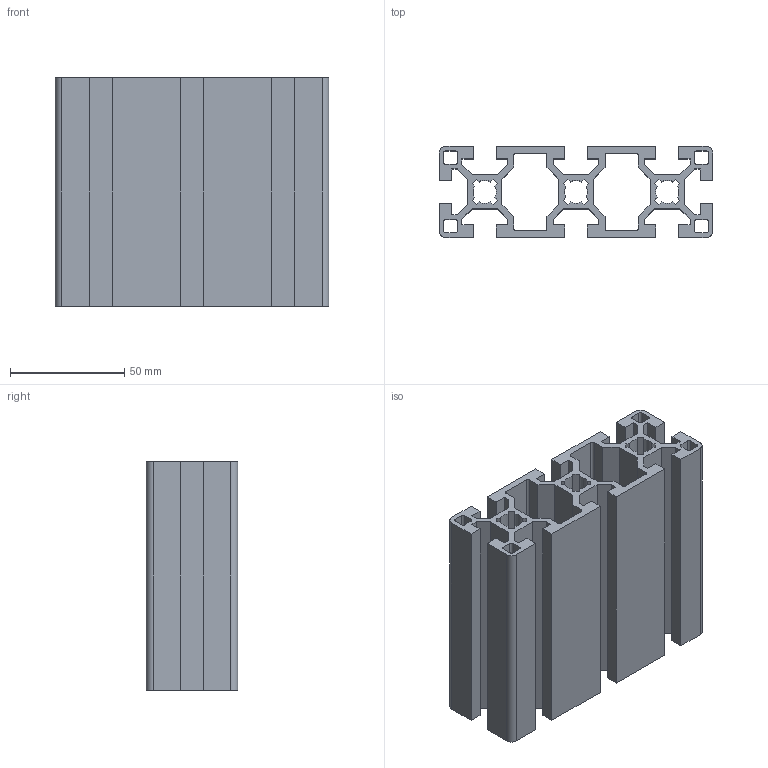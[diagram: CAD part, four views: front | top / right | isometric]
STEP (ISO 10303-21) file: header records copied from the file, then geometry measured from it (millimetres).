
FILE_DESCRIPTION(/* description */ (''),/* implementation_level */ '2;1');
FILE_NAME(/* name */ 'HW426NRC-T-SLOT 40120 - Natural Anodized.step',/* time_stamp */ '2022-10-11T10:37:57+01:00',/* author */ (''),/* organization */ (''),/* preprocessor_version */ 'ST-DEVELOPER v19',/* originating_system */ 'Autodesk Translation Framework v11.7.0.108',/* authorisation */ '');
FILE_SCHEMA (('AUTOMOTIVE_DESIGN { 1 0 10303 214 3 1 1 }'));
Length unit declared in the file: millimetre
Products named in the file (1): HW426NRC
Bounding box: 120 x 40 x 100 mm (x, y, z)
Volume: 162810.9 mm3; surface area: 109697 mm2
Topology: 1 solids, 1 shells, 202 faces, 600 edges, 400 vertices
Faces by surface type: plane 162, cylinder 40
Entity records: 6773 total; most frequent: CARTESIAN_POINT 1203, ORIENTED_EDGE 1200, DIRECTION 1086, EDGE_CURVE 600, LINE 520, VECTOR 520, VERTEX_POINT 400, AXIS2_PLACEMENT_3D 283
